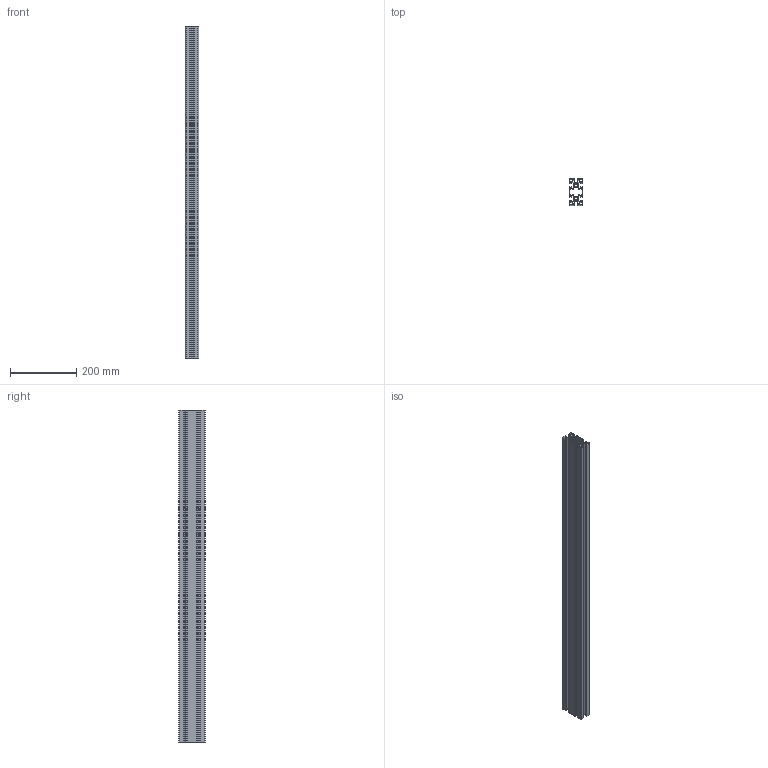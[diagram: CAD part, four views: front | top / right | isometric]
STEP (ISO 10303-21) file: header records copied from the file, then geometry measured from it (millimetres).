
FILE_DESCRIPTION (( 'STEP AP203' ), '1' );
FILE_NAME ('40 x 80 SÝGMA PROFÝL.STEP', '2013-07-30T08:19:44', ( '' ), ( '' ), 'SwSTEP 2.0', 'SolidWorks 2013', '' );
FILE_SCHEMA (( 'CONFIG_CONTROL_DESIGN' ));
Length unit declared in the file: millimetre
Products named in the file (1): 40 x 80  SÝGMA PROFÝL
Bounding box: 40 x 80 x 1000 mm (x, y, z)
Volume: 728979 mm3; surface area: 908564.3 mm2
Topology: 1 solids, 1 shells, 352 faces, 1050 edges, 700 vertices
Faces by surface type: plane 198, cylinder 154
Entity records: 11987 total; most frequent: CARTESIAN_POINT 2103, ORIENTED_EDGE 2100, DIRECTION 2064, EDGE_CURVE 1050, LINE 742, VECTOR 742, VERTEX_POINT 700, AXIS2_PLACEMENT_3D 661
